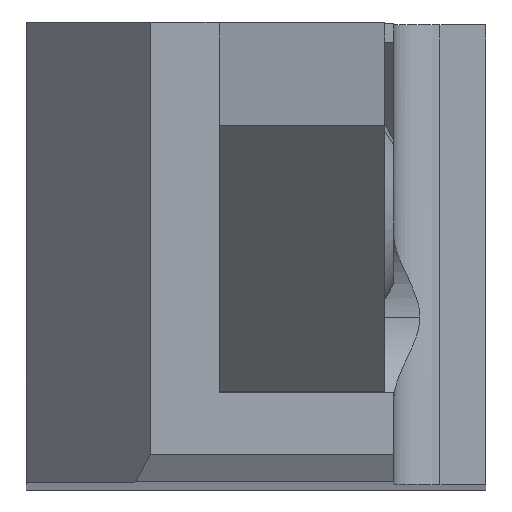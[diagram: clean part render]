
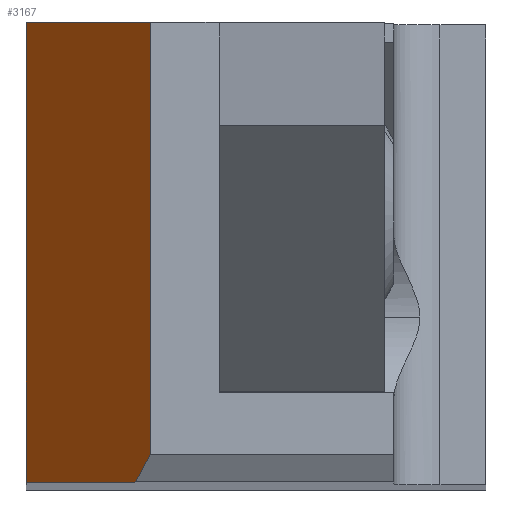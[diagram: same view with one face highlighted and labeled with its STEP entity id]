
A CAD part, top view. The second image highlights one B-rep face of the part: STEP entity #3167.
In plain terms, the highlighted planar face has unit normal (-0.743, 0, 0.669).
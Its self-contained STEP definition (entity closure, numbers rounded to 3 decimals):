
#56 = DIRECTION ( 'NONE',  ( -0.743, 0., 0.669 ) ) ;
#146 = CARTESIAN_POINT ( 'NONE',  ( 2.7, 10., 0. ) ) ;
#253 = DIRECTION ( 'NONE',  ( 0., 1., 0. ) ) ;
#289 = AXIS2_PLACEMENT_3D ( 'NONE', #1708, #56, #3123 ) ;
#476 = VERTEX_POINT ( 'NONE', #2493 ) ;
#505 = CARTESIAN_POINT ( 'NONE',  ( 26.427, 46.243, 26.352 ) ) ;
#683 = EDGE_CURVE ( 'NONE', #1317, #476, #968, .T. ) ;
#710 = VECTOR ( 'NONE', #253, 1000. ) ;
#740 = FACE_OUTER_BOUND ( 'NONE', #1595, .T. ) ;
#795 = EDGE_CURVE ( 'NONE', #2078, #1317, #2044, .T. ) ;
#881 = DIRECTION ( 'NONE',  ( 0.669, 0., 0.743 ) ) ;
#899 = EDGE_CURVE ( 'NONE', #2355, #2667, #2358, .T. ) ;
#968 = LINE ( 'NONE', #1144, #2789 ) ;
#1009 = CARTESIAN_POINT ( 'NONE',  ( 0., 10., -2.999 ) ) ;
#1047 = CARTESIAN_POINT ( 'NONE',  ( 2.388, 0., -0.346 ) ) ;
#1055 = DIRECTION ( 'NONE',  ( 0.411, 0.79, 0.456 ) ) ;
#1085 = ORIENTED_EDGE ( 'NONE', *, *, #2273, .F. ) ;
#1144 = CARTESIAN_POINT ( 'NONE',  ( 2.7, 136.244, 0. ) ) ;
#1279 = LINE ( 'NONE', #505, #2368 ) ;
#1317 = VERTEX_POINT ( 'NONE', #146 ) ;
#1421 = VECTOR ( 'NONE', #881, 1000. ) ;
#1478 = PLANE ( 'NONE',  #289 ) ;
#1506 = CARTESIAN_POINT ( 'NONE',  ( 0., 0., -2.999 ) ) ;
#1574 = ORIENTED_EDGE ( 'NONE', *, *, #795, .F. ) ;
#1595 = EDGE_LOOP ( 'NONE', ( #1574, #1085, #3075, #2862, #2491 ) ) ;
#1596 = VECTOR ( 'NONE', #2318, 1000. ) ;
#1606 = CARTESIAN_POINT ( 'NONE',  ( -48.235, 0., -56.569 ) ) ;
#1708 = CARTESIAN_POINT ( 'NONE',  ( 2.7, 136.244, 0. ) ) ;
#1770 = CARTESIAN_POINT ( 'NONE',  ( 0., 0., -2.999 ) ) ;
#1985 = LINE ( 'NONE', #1506, #710 ) ;
#2044 = LINE ( 'NONE', #2989, #1421 ) ;
#2078 = VERTEX_POINT ( 'NONE', #1009 ) ;
#2273 = EDGE_CURVE ( 'NONE', #2667, #2078, #1985, .T. ) ;
#2318 = DIRECTION ( 'NONE',  ( -0.669, 0., -0.743 ) ) ;
#2355 = VERTEX_POINT ( 'NONE', #1047 ) ;
#2358 = LINE ( 'NONE', #1606, #1596 ) ;
#2368 = VECTOR ( 'NONE', #1055, 1000. ) ;
#2491 = ORIENTED_EDGE ( 'NONE', *, *, #683, .F. ) ;
#2493 = CARTESIAN_POINT ( 'NONE',  ( 2.7, 0.6, 0. ) ) ;
#2667 = VERTEX_POINT ( 'NONE', #1770 ) ;
#2789 = VECTOR ( 'NONE', #3050, 1000. ) ;
#2862 = ORIENTED_EDGE ( 'NONE', *, *, #3097, .T. ) ;
#2989 = CARTESIAN_POINT ( 'NONE',  ( -48.235, 10., -56.569 ) ) ;
#3050 = DIRECTION ( 'NONE',  ( 0., -1., 0. ) ) ;
#3075 = ORIENTED_EDGE ( 'NONE', *, *, #899, .F. ) ;
#3097 = EDGE_CURVE ( 'NONE', #2355, #476, #1279, .T. ) ;
#3123 = DIRECTION ( 'NONE',  ( 0.669, 0., 0.743 ) ) ;
#3167 = ADVANCED_FACE ( 'NONE', ( #740 ), #1478, .T. ) ;
